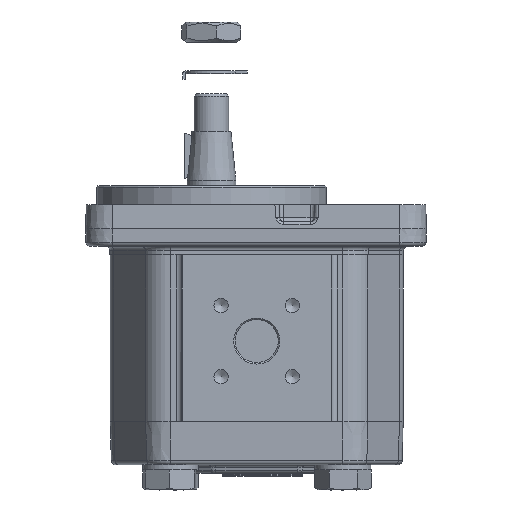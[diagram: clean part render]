
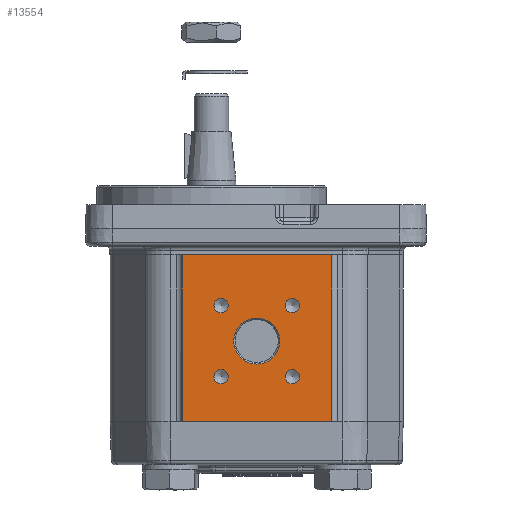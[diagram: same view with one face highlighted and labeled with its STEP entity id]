
A CAD part, left-side view. The second image highlights one B-rep face of the part: STEP entity #13554.
In plain terms, the highlighted planar face has unit normal (-1, 0, 0).
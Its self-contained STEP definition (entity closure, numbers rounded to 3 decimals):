
#608=FACE_BOUND('',#2192,.T.);
#609=FACE_BOUND('',#2193,.T.);
#610=FACE_BOUND('',#2194,.T.);
#611=FACE_BOUND('',#2195,.T.);
#612=FACE_BOUND('',#2196,.T.);
#1332=FACE_OUTER_BOUND('',#2191,.T.);
#2191=EDGE_LOOP('',(#10108,#10109,#10110,#10111));
#2192=EDGE_LOOP('',(#10112));
#2193=EDGE_LOOP('',(#10113));
#2194=EDGE_LOOP('',(#10114));
#2195=EDGE_LOOP('',(#10115));
#2196=EDGE_LOOP('',(#10116));
#3185=CIRCLE('',#14943,2.5);
#3187=CIRCLE('',#14947,2.5);
#3189=CIRCLE('',#14951,2.5);
#3191=CIRCLE('',#14955,2.5);
#3193=CIRCLE('',#14959,8.);
#4003=LINE('',#22017,#4775);
#4017=LINE('',#22067,#4789);
#4034=LINE('',#22143,#4806);
#4035=LINE('',#22144,#4807);
#4775=VECTOR('',#17948,10.);
#4789=VECTOR('',#18000,10.);
#4806=VECTOR('',#18087,10.);
#4807=VECTOR('',#18088,10.);
#5685=VERTEX_POINT('',#22015);
#5686=VERTEX_POINT('',#22016);
#5702=VERTEX_POINT('',#22065);
#5703=VERTEX_POINT('',#22066);
#5716=VERTEX_POINT('',#22107);
#5719=VERTEX_POINT('',#22116);
#5722=VERTEX_POINT('',#22125);
#5725=VERTEX_POINT('',#22134);
#5728=VERTEX_POINT('',#22145);
#7204=EDGE_CURVE('',#5685,#5686,#4003,.T.);
#7229=EDGE_CURVE('',#5702,#5703,#4017,.T.);
#7248=EDGE_CURVE('',#5716,#5716,#3185,.T.);
#7252=EDGE_CURVE('',#5719,#5719,#3187,.T.);
#7256=EDGE_CURVE('',#5722,#5722,#3189,.T.);
#7260=EDGE_CURVE('',#5725,#5725,#3191,.T.);
#7264=EDGE_CURVE('',#5686,#5702,#4034,.T.);
#7265=EDGE_CURVE('',#5703,#5685,#4035,.T.);
#7266=EDGE_CURVE('',#5728,#5728,#3193,.T.);
#10108=ORIENTED_EDGE('',*,*,#7264,.T.);
#10109=ORIENTED_EDGE('',*,*,#7229,.T.);
#10110=ORIENTED_EDGE('',*,*,#7265,.T.);
#10111=ORIENTED_EDGE('',*,*,#7204,.T.);
#10112=ORIENTED_EDGE('',*,*,#7248,.T.);
#10113=ORIENTED_EDGE('',*,*,#7252,.T.);
#10114=ORIENTED_EDGE('',*,*,#7256,.T.);
#10115=ORIENTED_EDGE('',*,*,#7260,.T.);
#10116=ORIENTED_EDGE('',*,*,#7266,.F.);
#12129=PLANE('',#14958);
#13554=ADVANCED_FACE('',(#1332,#608,#609,#610,#611,#612),#12129,.T.);
#14943=AXIS2_PLACEMENT_3D('',#22108,#18047,#18048);
#14947=AXIS2_PLACEMENT_3D('',#22117,#18057,#18058);
#14951=AXIS2_PLACEMENT_3D('',#22126,#18067,#18068);
#14955=AXIS2_PLACEMENT_3D('',#22135,#18077,#18078);
#14958=AXIS2_PLACEMENT_3D('',#22142,#18085,#18086);
#14959=AXIS2_PLACEMENT_3D('',#22146,#18089,#18090);
#17948=DIRECTION('',(0.,0.,1.));
#18000=DIRECTION('',(0.,0.,-1.));
#18047=DIRECTION('center_axis',(1.,0.,0.));
#18048=DIRECTION('ref_axis',(0.,0.,
1.));
#18057=DIRECTION('center_axis',(1.,0.,0.));
#18058=DIRECTION('ref_axis',(0.,0.,
1.));
#18067=DIRECTION('center_axis',(1.,0.,0.));
#18068=DIRECTION('ref_axis',(0.,0.,
1.));
#18077=DIRECTION('center_axis',(1.,0.,0.));
#18078=DIRECTION('ref_axis',(0.,0.,
1.));
#18085=DIRECTION('center_axis',(-1.,0.,0.));
#18086=DIRECTION('ref_axis',(0.,1.,0.));
#18087=DIRECTION('',(0.,1.,0.));
#18088=DIRECTION('',(0.,-1.,0.));
#18089=DIRECTION('center_axis',(-1.,0.,0.));
#18090=DIRECTION('ref_axis',(0.,0.,
-1.));
#22015=CARTESIAN_POINT('',(-42.,-41.674,-58.));
#22016=CARTESIAN_POINT('',(-42.,-41.674,0.));
#22017=CARTESIAN_POINT('',(-42.,-41.674,-29.));
#22065=CARTESIAN_POINT('',(-42.,10.174,0.));
#22066=CARTESIAN_POINT('',(-42.,10.174,-58.));
#22067=CARTESIAN_POINT('',(-42.,10.174,-29.));
#22107=CARTESIAN_POINT('',(-42.,-28.124,-44.874));
#22108=CARTESIAN_POINT('Origin',(-42.,-28.124,-42.374));
#22116=CARTESIAN_POINT('',(-42.,-3.376,-20.126));
#22117=CARTESIAN_POINT('Origin',(-42.,-3.376,-17.626));
#22125=CARTESIAN_POINT('',(-42.,-3.376,-44.874));
#22126=CARTESIAN_POINT('Origin',(-42.,-3.376,-42.374));
#22134=CARTESIAN_POINT('',(-42.,-28.124,-20.126));
#22135=CARTESIAN_POINT('Origin',(-42.,-28.124,-17.626));
#22142=CARTESIAN_POINT('Origin',(-42.,-73.427,-29.));
#22143=CARTESIAN_POINT('',(-42.,-44.589,0.));
#22144=CARTESIAN_POINT('',(-42.,-44.589,-58.));
#22145=CARTESIAN_POINT('',(-42.,-15.75,-22.));
#22146=CARTESIAN_POINT('Origin',(-42.,-15.75,-30.));
